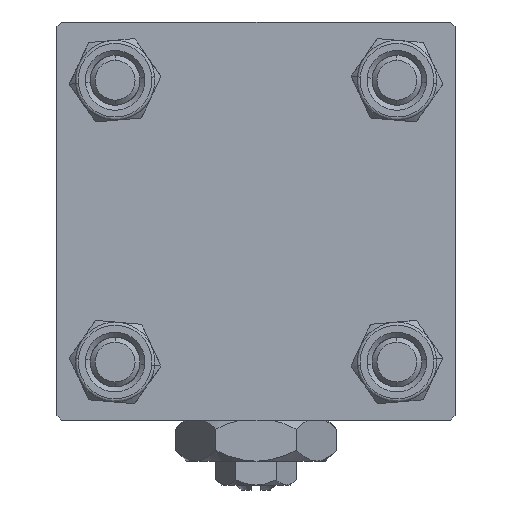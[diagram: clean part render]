
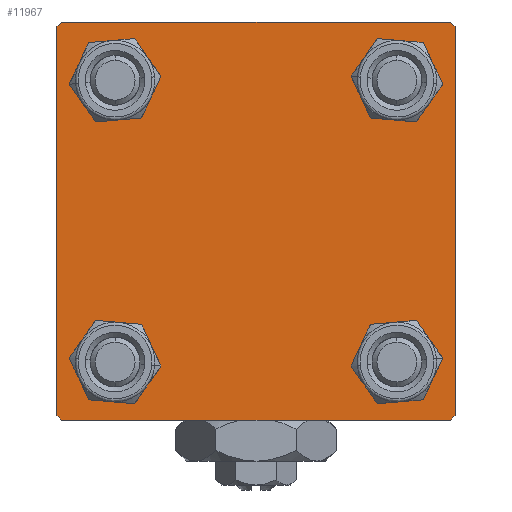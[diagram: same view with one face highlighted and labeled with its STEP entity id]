
A CAD part, left-side view. The second image highlights one B-rep face of the part: STEP entity #11967.
In plain terms, the highlighted planar face has unit normal (-1, 0, 0).
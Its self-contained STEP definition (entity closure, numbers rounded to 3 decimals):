
#37 = DIRECTION ( 'NONE',  ( 1., 0., 0. ) ) ;
#291 = CIRCLE ( 'NONE', #59837, 3. ) ;
#837 = ORIENTED_EDGE ( 'NONE', *, *, #43073, .T. ) ;
#1275 = DIRECTION ( 'NONE',  ( 0., -1., 0. ) ) ;
#1422 = VERTEX_POINT ( 'NONE', #17506 ) ;
#1475 = CARTESIAN_POINT ( 'NONE',  ( 0., -19.5, 20. ) ) ;
#1967 = DIRECTION ( 'NONE',  ( 1., 0., 0. ) ) ;
#2560 = EDGE_CURVE ( 'NONE', #51610, #54620, #12327, .T. ) ;
#2645 = CARTESIAN_POINT ( 'NONE',  ( 0., 19.5, 20. ) ) ;
#2685 = LINE ( 'NONE', #17013, #41817 ) ;
#3866 = VERTEX_POINT ( 'NONE', #1475 ) ;
#4057 = VECTOR ( 'NONE', #1275, 1000. ) ;
#4415 = AXIS2_PLACEMENT_3D ( 'NONE', #55145, #51759, #51464 ) ;
#4921 = CARTESIAN_POINT ( 'NONE',  ( 0., 20., -19.5 ) ) ;
#5552 = EDGE_CURVE ( 'NONE', #11740, #7167, #9547, .T. ) ;
#6611 = VERTEX_POINT ( 'NONE', #30629 ) ;
#6887 = DIRECTION ( 'NONE',  ( 0., 0., 1. ) ) ;
#7167 = VERTEX_POINT ( 'NONE', #27171 ) ;
#7516 = AXIS2_PLACEMENT_3D ( 'NONE', #41895, #37, #14074 ) ;
#7667 = DIRECTION ( 'NONE',  ( 0., 0., 1. ) ) ;
#7766 = CARTESIAN_POINT ( 'NONE',  ( 0., -14.15, 11.15 ) ) ;
#7830 = CARTESIAN_POINT ( 'NONE',  ( 0., 19.75, 19.75 ) ) ;
#8460 = EDGE_CURVE ( 'NONE', #54224, #1422, #54894, .T. ) ;
#8788 = ORIENTED_EDGE ( 'NONE', *, *, #5552, .T. ) ;
#9499 = CARTESIAN_POINT ( 'NONE',  ( 0., 14.15, 14.15 ) ) ;
#9547 = CIRCLE ( 'NONE', #32958, 3. ) ;
#9854 = CARTESIAN_POINT ( 'NONE',  ( 0., -20., 20. ) ) ;
#10530 = FACE_OUTER_BOUND ( 'NONE', #30753, .T. ) ;
#11740 = VERTEX_POINT ( 'NONE', #7766 ) ;
#11967 = ADVANCED_FACE ( 'NONE', ( #29449, #43224, #34959, #20581, #10530 ), #43529, .T. ) ;
#12106 = CARTESIAN_POINT ( 'NONE',  ( 0., 20., 20. ) ) ;
#12228 = DIRECTION ( 'NONE',  ( 0., -0.707, -0.707 ) ) ;
#12327 = CIRCLE ( 'NONE', #48480, 3. ) ;
#12664 = CARTESIAN_POINT ( 'NONE',  ( 0., -19.75, -19.75 ) ) ;
#12874 = CARTESIAN_POINT ( 'NONE',  ( 0., -20., -19.5 ) ) ;
#13299 = ORIENTED_EDGE ( 'NONE', *, *, #37345, .T. ) ;
#14074 = DIRECTION ( 'NONE',  ( 0., 0., 1. ) ) ;
#15669 = EDGE_CURVE ( 'NONE', #1422, #19402, #31630, .T. ) ;
#15888 = VECTOR ( 'NONE', #31324, 1000. ) ;
#16301 = CARTESIAN_POINT ( 'NONE',  ( 0., 0., 0. ) ) ;
#16805 = CARTESIAN_POINT ( 'NONE',  ( 0., 19.75, -19.75 ) ) ;
#17013 = CARTESIAN_POINT ( 'NONE',  ( 0., 20., 20. ) ) ;
#17506 = CARTESIAN_POINT ( 'NONE',  ( 0., 20., 19.5 ) ) ;
#17662 = EDGE_CURVE ( 'NONE', #23929, #28078, #31903, .T. ) ;
#18013 = ORIENTED_EDGE ( 'NONE', *, *, #40162, .T. ) ;
#18312 = EDGE_CURVE ( 'NONE', #6611, #3866, #33887, .T. ) ;
#18653 = ORIENTED_EDGE ( 'NONE', *, *, #2560, .T. ) ;
#19402 = VERTEX_POINT ( 'NONE', #4921 ) ;
#19798 = VECTOR ( 'NONE', #12228, 1000. ) ;
#20581 = FACE_BOUND ( 'NONE', #53073, .T. ) ;
#20582 = DIRECTION ( 'NONE',  ( 0., 0., 1. ) ) ;
#21015 = ORIENTED_EDGE ( 'NONE', *, *, #52917, .T. ) ;
#21542 = VECTOR ( 'NONE', #31288, 1000. ) ;
#21680 = ORIENTED_EDGE ( 'NONE', *, *, #43247, .F. ) ;
#21955 = CARTESIAN_POINT ( 'NONE',  ( 0., 14.15, -11.15 ) ) ;
#22211 = VERTEX_POINT ( 'NONE', #57441 ) ;
#22220 = AXIS2_PLACEMENT_3D ( 'NONE', #40157, #58802, #6887 ) ;
#23139 = EDGE_LOOP ( 'NONE', ( #36418, #8788 ) ) ;
#23625 = ORIENTED_EDGE ( 'NONE', *, *, #48457, .F. ) ;
#23929 = VERTEX_POINT ( 'NONE', #54144 ) ;
#24541 = EDGE_CURVE ( 'NONE', #19402, #29964, #35166, .T. ) ;
#25812 = CARTESIAN_POINT ( 'NONE',  ( 0., -19.75, 19.75 ) ) ;
#26168 = DIRECTION ( 'NONE',  ( 0., -1., 0. ) ) ;
#26928 = AXIS2_PLACEMENT_3D ( 'NONE', #38855, #43749, #58390 ) ;
#27171 = CARTESIAN_POINT ( 'NONE',  ( 0., -14.15, 17.15 ) ) ;
#27336 = VERTEX_POINT ( 'NONE', #36700 ) ;
#28078 = VERTEX_POINT ( 'NONE', #12874 ) ;
#29136 = ORIENTED_EDGE ( 'NONE', *, *, #34130, .T. ) ;
#29449 = FACE_BOUND ( 'NONE', #23139, .T. ) ;
#29964 = VERTEX_POINT ( 'NONE', #53143 ) ;
#30313 = VECTOR ( 'NONE', #38159, 1000. ) ;
#30466 = DIRECTION ( 'NONE',  ( 1., 0., 0. ) ) ;
#30629 = CARTESIAN_POINT ( 'NONE',  ( 0., -20., 19.5 ) ) ;
#30753 = EDGE_LOOP ( 'NONE', ( #51144, #55186, #21015, #40275, #21680, #32939, #23625, #51031 ) ) ;
#31072 = ORIENTED_EDGE ( 'NONE', *, *, #48409, .T. ) ;
#31288 = DIRECTION ( 'NONE',  ( 0., -0.707, 0.707 ) ) ;
#31324 = DIRECTION ( 'NONE',  ( 0., 0., -1. ) ) ;
#31630 = LINE ( 'NONE', #12106, #15888 ) ;
#31903 = LINE ( 'NONE', #12664, #21542 ) ;
#32491 = CARTESIAN_POINT ( 'NONE',  ( 0., 14.15, 11.15 ) ) ;
#32939 = ORIENTED_EDGE ( 'NONE', *, *, #18312, .T. ) ;
#32958 = AXIS2_PLACEMENT_3D ( 'NONE', #49536, #50450, #7667 ) ;
#33684 = LINE ( 'NONE', #9854, #45719 ) ;
#33887 = LINE ( 'NONE', #25812, #30313 ) ;
#34030 = CIRCLE ( 'NONE', #49651, 3. ) ;
#34130 = EDGE_CURVE ( 'NONE', #54620, #51610, #38570, .T. ) ;
#34340 = CARTESIAN_POINT ( 'NONE',  ( 0., 14.15, 17.15 ) ) ;
#34959 = FACE_BOUND ( 'NONE', #40542, .T. ) ;
#35166 = LINE ( 'NONE', #16805, #19798 ) ;
#36418 = ORIENTED_EDGE ( 'NONE', *, *, #58310, .T. ) ;
#36700 = CARTESIAN_POINT ( 'NONE',  ( 0., -14.15, -11.15 ) ) ;
#37345 = EDGE_CURVE ( 'NONE', #27336, #55465, #53341, .T. ) ;
#37592 = DIRECTION ( 'NONE',  ( 1., 0., 0. ) ) ;
#38159 = DIRECTION ( 'NONE',  ( 0., 0.707, 0.707 ) ) ;
#38570 = CIRCLE ( 'NONE', #4415, 3. ) ;
#38855 = CARTESIAN_POINT ( 'NONE',  ( 0., -14.15, -14.15 ) ) ;
#39543 = VERTEX_POINT ( 'NONE', #21955 ) ;
#40157 = CARTESIAN_POINT ( 'NONE',  ( 0., 14.15, -14.15 ) ) ;
#40162 = EDGE_CURVE ( 'NONE', #55465, #27336, #42661, .T. ) ;
#40275 = ORIENTED_EDGE ( 'NONE', *, *, #17662, .T. ) ;
#40542 = EDGE_LOOP ( 'NONE', ( #31072, #837 ) ) ;
#40780 = CIRCLE ( 'NONE', #22220, 3. ) ;
#41817 = VECTOR ( 'NONE', #26168, 1000. ) ;
#41895 = CARTESIAN_POINT ( 'NONE',  ( 0., -14.15, -14.15 ) ) ;
#42661 = CIRCLE ( 'NONE', #7516, 3. ) ;
#43073 = EDGE_CURVE ( 'NONE', #22211, #39543, #40780, .T. ) ;
#43224 = FACE_BOUND ( 'NONE', #46955, .T. ) ;
#43247 = EDGE_CURVE ( 'NONE', #6611, #28078, #33684, .T. ) ;
#43529 = PLANE ( 'NONE',  #58572 ) ;
#43749 = DIRECTION ( 'NONE',  ( 1., 0., 0. ) ) ;
#43803 = VECTOR ( 'NONE', #53694, 1000. ) ;
#43879 = CARTESIAN_POINT ( 'NONE',  ( 0., -14.15, -17.15 ) ) ;
#44133 = CARTESIAN_POINT ( 'NONE',  ( 0., -14.15, 14.15 ) ) ;
#45719 = VECTOR ( 'NONE', #51130, 1000. ) ;
#46955 = EDGE_LOOP ( 'NONE', ( #13299, #18013 ) ) ;
#47730 = LINE ( 'NONE', #48038, #4057 ) ;
#48038 = CARTESIAN_POINT ( 'NONE',  ( 0., 20., -20. ) ) ;
#48409 = EDGE_CURVE ( 'NONE', #39543, #22211, #34030, .T. ) ;
#48457 = EDGE_CURVE ( 'NONE', #54224, #3866, #2685, .T. ) ;
#48480 = AXIS2_PLACEMENT_3D ( 'NONE', #9499, #37592, #55951 ) ;
#49536 = CARTESIAN_POINT ( 'NONE',  ( 0., -14.15, 14.15 ) ) ;
#49651 = AXIS2_PLACEMENT_3D ( 'NONE', #50351, #30466, #50041 ) ;
#50041 = DIRECTION ( 'NONE',  ( 0., 0., 1. ) ) ;
#50351 = CARTESIAN_POINT ( 'NONE',  ( 0., 14.15, -14.15 ) ) ;
#50450 = DIRECTION ( 'NONE',  ( 1., 0., 0. ) ) ;
#51031 = ORIENTED_EDGE ( 'NONE', *, *, #8460, .T. ) ;
#51130 = DIRECTION ( 'NONE',  ( 0., 0., -1. ) ) ;
#51144 = ORIENTED_EDGE ( 'NONE', *, *, #15669, .T. ) ;
#51464 = DIRECTION ( 'NONE',  ( 0., 0., 1. ) ) ;
#51610 = VERTEX_POINT ( 'NONE', #34340 ) ;
#51759 = DIRECTION ( 'NONE',  ( 1., 0., 0. ) ) ;
#52917 = EDGE_CURVE ( 'NONE', #29964, #23929, #47730, .T. ) ;
#53073 = EDGE_LOOP ( 'NONE', ( #18653, #29136 ) ) ;
#53143 = CARTESIAN_POINT ( 'NONE',  ( 0., 19.5, -20. ) ) ;
#53341 = CIRCLE ( 'NONE', #26928, 3. ) ;
#53607 = DIRECTION ( 'NONE',  ( 0., 0., 1. ) ) ;
#53694 = DIRECTION ( 'NONE',  ( 0., 0.707, -0.707 ) ) ;
#54144 = CARTESIAN_POINT ( 'NONE',  ( 0., -19.5, -20. ) ) ;
#54224 = VERTEX_POINT ( 'NONE', #2645 ) ;
#54620 = VERTEX_POINT ( 'NONE', #32491 ) ;
#54894 = LINE ( 'NONE', #7830, #43803 ) ;
#55145 = CARTESIAN_POINT ( 'NONE',  ( 0., 14.15, 14.15 ) ) ;
#55186 = ORIENTED_EDGE ( 'NONE', *, *, #24541, .T. ) ;
#55465 = VERTEX_POINT ( 'NONE', #43879 ) ;
#55951 = DIRECTION ( 'NONE',  ( 0., 0., 1. ) ) ;
#57441 = CARTESIAN_POINT ( 'NONE',  ( 0., 14.15, -17.15 ) ) ;
#57888 = DIRECTION ( 'NONE',  ( -1., 0., 0. ) ) ;
#58310 = EDGE_CURVE ( 'NONE', #7167, #11740, #291, .T. ) ;
#58390 = DIRECTION ( 'NONE',  ( 0., 0., 1. ) ) ;
#58572 = AXIS2_PLACEMENT_3D ( 'NONE', #16301, #57888, #53607 ) ;
#58802 = DIRECTION ( 'NONE',  ( 1., 0., 0. ) ) ;
#59837 = AXIS2_PLACEMENT_3D ( 'NONE', #44133, #1967, #20582 ) ;
